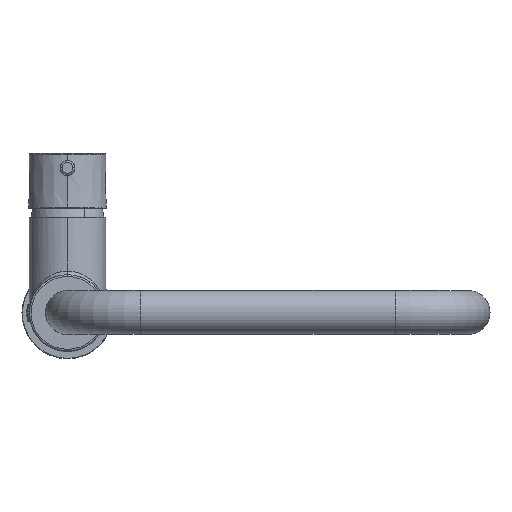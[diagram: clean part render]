
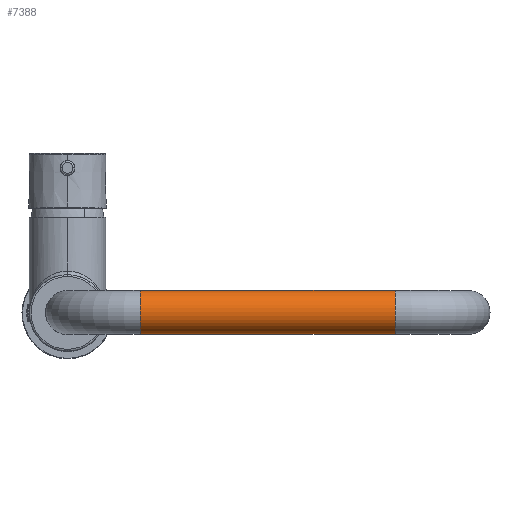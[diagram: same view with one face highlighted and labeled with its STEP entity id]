
A CAD part, top view. The second image highlights one B-rep face of the part: STEP entity #7388.
In plain terms, the highlighted cylindrical face has radius 12 mm (diameter 24 mm), a partial arc.
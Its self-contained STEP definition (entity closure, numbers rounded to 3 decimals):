
#7312=CARTESIAN_POINT('Vertex',(180.,-12.,235.2)) ;
#7314=CARTESIAN_POINT('Vertex',(180.,12.,235.2)) ;
#7334=CARTESIAN_POINT('Axis2P3D Location',(180.,0.,235.2)) ;
#7346=CARTESIAN_POINT('Axis2P3D Location',(110.,0.,235.2)) ;
#7355=CARTESIAN_POINT('Vertex',(40.,-12.,235.2)) ;
#7357=CARTESIAN_POINT('Vertex',(40.,12.,235.2)) ;
#7360=CARTESIAN_POINT('Line Origine',(110.,12.,235.2)) ;
#7365=CARTESIAN_POINT('Line Origine',(110.,-12.,235.2)) ;
#7377=CARTESIAN_POINT('Axis2P3D Location',(40.,0.,235.2)) ;
#7335=DIRECTION('Axis2P3D Direction',(1.,0.,0.)) ;
#7347=DIRECTION('Axis2P3D Direction',(1.,0.,0.)) ;
#7348=DIRECTION('Axis2P3D XDirection',(0.,-1.,0.)) ;
#7361=DIRECTION('Vector Direction',(1.,0.,0.)) ;
#7366=DIRECTION('Vector Direction',(1.,0.,0.)) ;
#7378=DIRECTION('Axis2P3D Direction',(1.,0.,0.)) ;
#7336=AXIS2_PLACEMENT_3D('Circle Axis2P3D',#7334,#7335,$) ;
#7349=AXIS2_PLACEMENT_3D('Cylinder Axis2P3D',#7346,#7347,#7348) ;
#7379=AXIS2_PLACEMENT_3D('Circle Axis2P3D',#7377,#7378,$) ;
#7383=ORIENTED_EDGE('',*,*,#7381,.T.) ;
#7384=ORIENTED_EDGE('',*,*,#7369,.F.) ;
#7385=ORIENTED_EDGE('',*,*,#7338,.F.) ;
#7386=ORIENTED_EDGE('',*,*,#7364,.T.) ;
#7362=VECTOR('Line Direction',#7361,1.) ;
#7367=VECTOR('Line Direction',#7366,1.) ;
#7388=ADVANCED_FACE('P44922.1\\PartBody',(#7387),#7350,.T.) ;
#7337=CIRCLE('generated circle',#7336,12.) ;
#7380=CIRCLE('generated circle',#7379,12.) ;
#7350=CYLINDRICAL_SURFACE('generated cylinder',#7349,12.) ;
#7338=EDGE_CURVE('',#7315,#7313,#7337,.T.) ;
#7364=EDGE_CURVE('',#7315,#7358,#7363,.F.) ;
#7369=EDGE_CURVE('',#7313,#7356,#7368,.F.) ;
#7381=EDGE_CURVE('',#7358,#7356,#7380,.T.) ;
#7382=EDGE_LOOP('',(#7383,#7384,#7385,#7386)) ;
#7387=FACE_OUTER_BOUND('',#7382,.T.) ;
#7363=LINE('Line',#7360,#7362) ;
#7368=LINE('Line',#7365,#7367) ;
#7313=VERTEX_POINT('',#7312) ;
#7315=VERTEX_POINT('',#7314) ;
#7356=VERTEX_POINT('',#7355) ;
#7358=VERTEX_POINT('',#7357) ;
